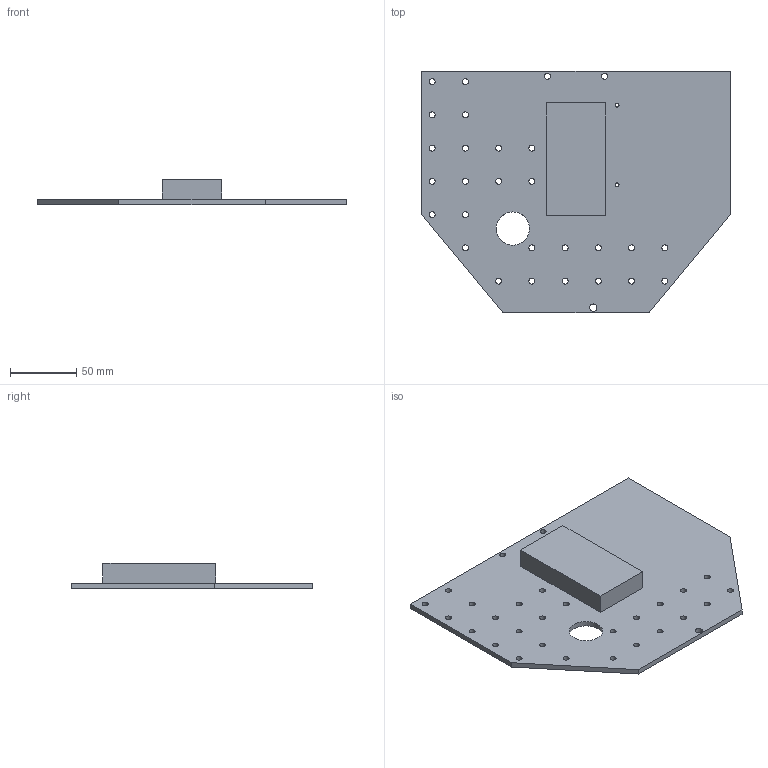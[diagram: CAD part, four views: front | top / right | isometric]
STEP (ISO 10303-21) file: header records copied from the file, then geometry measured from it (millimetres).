
FILE_DESCRIPTION(/* description */ ('STEP AP242','CAx-IF Rec.Pracs.---Representation and Presentation of Product Manufacturing Information (PMI)---4.0---2014-10-13','CAx-IF Rec.Pracs.---3D Tessellated Geometry---0.4---2014-09-14','2;1'),/* implementation_level */ '2;1');
FILE_NAME(/* name */ '654ea02771a4a83b9ad0b2ca',/* time_stamp */ '2023-11-10T21:27:03Z',/* author */ (''),/* organization */ (''),/* preprocessor_version */ 'ST-DEVELOPER v19.4',/* originating_system */ ' ',/* authorisation */ ' ');
FILE_SCHEMA (('AP242_MANAGED_MODEL_BASED_3D_ENGINEERING_MIM_LF { 1 0 10303 442 1 1 4 }'));
Length unit declared in the file: metre
Products named in the file (1): Losi Brace
Bounding box: 232.38 x 182 x 19 mm (x, y, z)
Volume: 204278.2 mm3; surface area: 82563.1 mm2
Topology: 1 solids, 1 shells, 47 faces, 132 edges, 88 vertices
Faces by surface type: cylinder 33, plane 14
Full cylindrical faces by diameter (mm): 3 x2, 4.5 x28, 5.5 x1, 25 x1
Entity records: 1542 total; most frequent: DIRECTION 262, CARTESIAN_POINT 236, ORIENTED_EDGE 200, EDGE_LOOP 144, FACE_BOUND 144, AXIS2_PLACEMENT_3D 114, EDGE_CURVE 100, VERTEX_POINT 88
